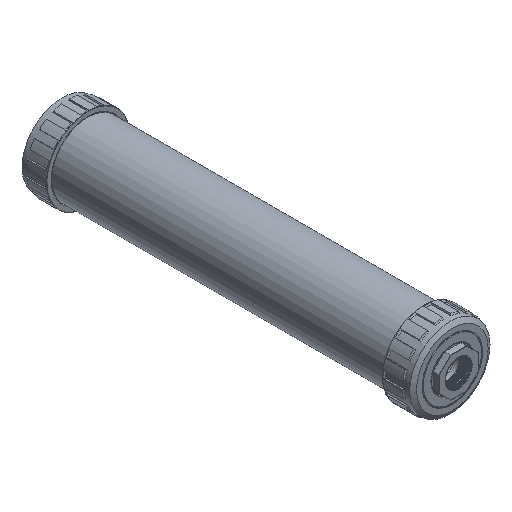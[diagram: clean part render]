
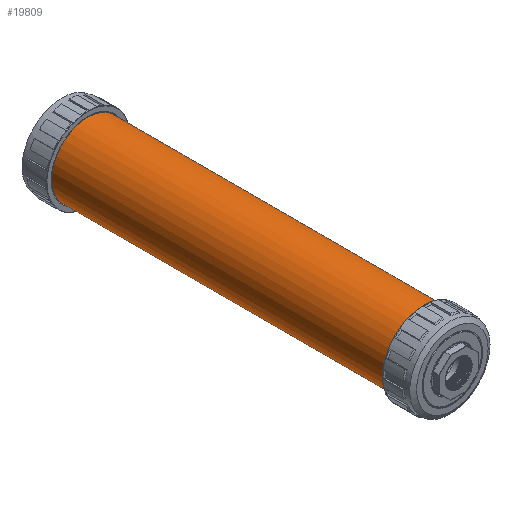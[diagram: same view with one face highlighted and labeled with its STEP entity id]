
A CAD part, isometric view. The second image highlights one B-rep face of the part: STEP entity #19809.
In plain terms, the highlighted cylindrical face has radius 82.55 mm (diameter 165.1 mm), a full revolution.
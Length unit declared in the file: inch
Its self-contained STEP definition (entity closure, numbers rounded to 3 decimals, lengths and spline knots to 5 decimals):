
#19775=CARTESIAN_POINT('',(3.25,-15.0685,0.0));
#19776=VERTEX_POINT('',#19775);
#19777=CARTESIAN_POINT('',(0.0,-15.0685,0.0));
#19778=DIRECTION('',(0.0,1.0,0.0));
#19779=DIRECTION('',(1.0,0.0,0.0));
#19780=AXIS2_PLACEMENT_3D('',#19777,#19778,#19779);
#19781=CIRCLE('',#19780,3.25);
#19782=EDGE_CURVE('',#19776,#19776,#19781,.T.);
#19790=CARTESIAN_POINT('',(0.0,0.0,0.0));
#19791=DIRECTION('',(0.0,1.0,0.0));
#19792=DIRECTION('',(1.0,0.0,0.0));
#19793=AXIS2_PLACEMENT_3D('',#19790,#19791,#19792);
#19794=CYLINDRICAL_SURFACE('',#19793,3.25);
#19795=CARTESIAN_POINT('',(3.25,15.0685,0.0));
#19796=VERTEX_POINT('',#19795);
#19797=CARTESIAN_POINT('',(0.0,15.0685,0.0));
#19798=DIRECTION('',(0.0,1.0,0.0));
#19799=DIRECTION('',(1.0,0.0,0.0));
#19800=AXIS2_PLACEMENT_3D('',#19797,#19798,#19799);
#19801=CIRCLE('',#19800,3.25);
#19802=EDGE_CURVE('',#19796,#19796,#19801,.T.);
#19803=ORIENTED_EDGE('',*,*,#19802,.F.);
#19804=EDGE_LOOP('',(#19803));
#19805=FACE_OUTER_BOUND('',#19804,.T.);
#19806=ORIENTED_EDGE('',*,*,#19782,.T.);
#19807=EDGE_LOOP('',(#19806));
#19808=FACE_BOUND('',#19807,.T.);
#19809=ADVANCED_FACE('',(#19805,#19808),#19794,.T.);
